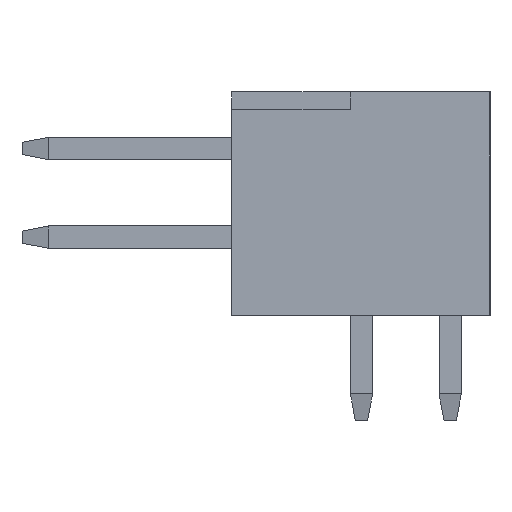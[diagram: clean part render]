
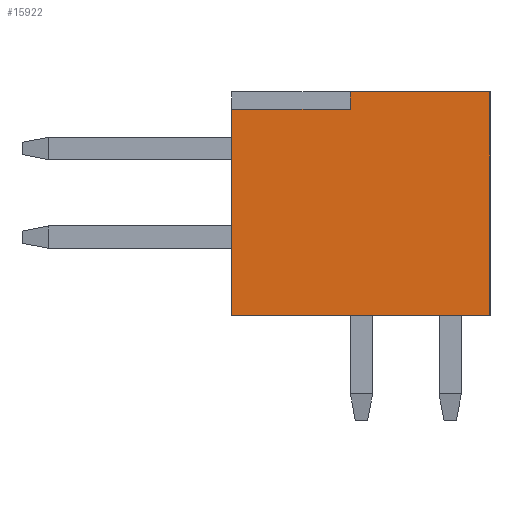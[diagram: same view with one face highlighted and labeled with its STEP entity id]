
A CAD part, left-side view. The second image highlights one B-rep face of the part: STEP entity #15922.
In plain terms, the highlighted planar face has unit normal (-1, 0, 0).
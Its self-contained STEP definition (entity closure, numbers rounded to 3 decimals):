
#10963=CARTESIAN_POINT('',(-49.53,4.,2.89));
#10964=VERTEX_POINT('',#10963);
#10971=CARTESIAN_POINT('',(-49.53,0.,2.89));
#10972=VERTEX_POINT('',#10971);
#10973=CARTESIAN_POINT('',(-49.53,4.,2.89));
#10974=DIRECTION('',(0.,-1.,0.));
#10975=VECTOR('',#10974,4.);
#10976=LINE('',#10973,#10975);
#10977=EDGE_CURVE('',#10964,#10972,#10976,.T.);
#11186=CARTESIAN_POINT('',(-49.53,7.4,-3.51));
#11187=VERTEX_POINT('',#11186);
#11194=CARTESIAN_POINT('',(-49.53,7.4,2.39));
#11195=VERTEX_POINT('',#11194);
#11196=CARTESIAN_POINT('',(-49.53,7.4,-3.51));
#11197=DIRECTION('',(0.,0.,1.));
#11198=VECTOR('',#11197,5.9);
#11199=LINE('',#11196,#11198);
#11200=EDGE_CURVE('',#11187,#11195,#11199,.T.);
#15873=CARTESIAN_POINT('',(-49.53,4.,2.39));
#15874=VERTEX_POINT('',#15873);
#15881=CARTESIAN_POINT('',(-49.53,4.,2.39));
#15882=DIRECTION('',(0.,0.,1.));
#15883=VECTOR('',#15882,0.5);
#15884=LINE('',#15881,#15883);
#15885=EDGE_CURVE('',#15874,#10964,#15884,.T.);
#15892=CARTESIAN_POINT('',(-49.53,0.,-3.51));
#15893=DIRECTION('',(0.,0.,1.));
#15894=DIRECTION('',(-1.,0.,0.));
#15895=AXIS2_PLACEMENT_3D('',#15892,#15894,#15893);
#15896=PLANE('',#15895);
#15897=CARTESIAN_POINT('',(-49.53,7.4,2.39));
#15898=DIRECTION('',(0.,-1.,0.));
#15899=VECTOR('',#15898,3.4);
#15900=LINE('',#15897,#15899);
#15901=EDGE_CURVE('',#11195,#15874,#15900,.T.);
#15902=ORIENTED_EDGE('',*,*,#15901,.F.);
#15903=ORIENTED_EDGE('',*,*,#11200,.F.);
#15904=CARTESIAN_POINT('',(-49.53,0.,-3.51));
#15905=VERTEX_POINT('',#15904);
#15906=CARTESIAN_POINT('',(-49.53,0.,-3.51));
#15907=DIRECTION('',(0.,1.,0.));
#15908=VECTOR('',#15907,7.4);
#15909=LINE('',#15906,#15908);
#15910=EDGE_CURVE('',#15905,#11187,#15909,.T.);
#15911=ORIENTED_EDGE('',*,*,#15910,.F.);
#15912=CARTESIAN_POINT('',(-49.53,0.,2.89));
#15913=DIRECTION('',(0.,0.,-1.));
#15914=VECTOR('',#15913,6.4);
#15915=LINE('',#15912,#15914);
#15916=EDGE_CURVE('',#10972,#15905,#15915,.T.);
#15917=ORIENTED_EDGE('',*,*,#15916,.F.);
#15918=ORIENTED_EDGE('',*,*,#10977,.F.);
#15919=ORIENTED_EDGE('',*,*,#15885,.F.);
#15920=EDGE_LOOP('',(#15902,#15903,#15911,#15917,#15918,#15919));
#15921=FACE_OUTER_BOUND('',#15920,.T.);
#15922=ADVANCED_FACE('',(#15921),#15896,.T.);
